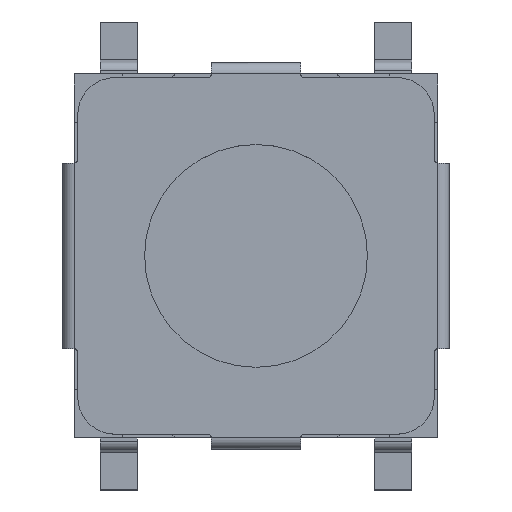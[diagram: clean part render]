
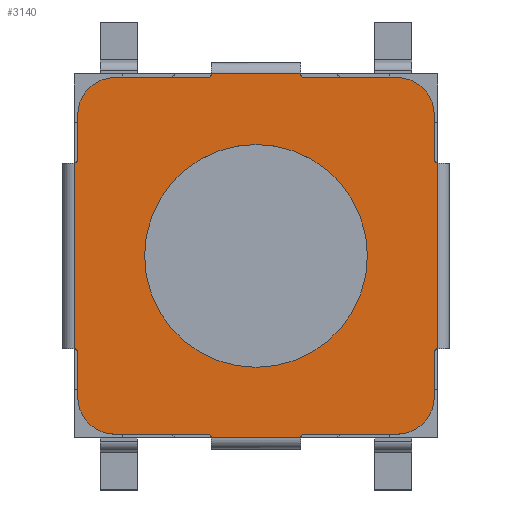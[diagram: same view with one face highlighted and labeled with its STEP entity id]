
A CAD part, top view. The second image highlights one B-rep face of the part: STEP entity #3140.
In plain terms, the highlighted planar face has unit normal (0, 0, 1).
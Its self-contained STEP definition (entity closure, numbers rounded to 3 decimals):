
#266=CARTESIAN_POINT('',(2.45,-1.3,0.));
#267=DIRECTION('',(0.,0.,-1.));
#268=DIRECTION('',(-1.,0.,0.));
#269=AXIS2_PLACEMENT_3D('',#266,#267,#268);
#293=CARTESIAN_POINT('',(2.45,1.3,0.));
#294=DIRECTION('',(0.,0.,-1.));
#295=DIRECTION('',(0.,-1.,0.));
#296=AXIS2_PLACEMENT_3D('',#293,#294,#295);
#378=CARTESIAN_POINT('',(0.,0.,0.));
#379=DIRECTION('',(0.,0.,-1.));
#380=DIRECTION('',(1.,0.,0.));
#381=AXIS2_PLACEMENT_3D('',#378,#379,#380);
#383=CARTESIAN_POINT('',(0.,0.,0.));
#384=DIRECTION('',(0.,0.,-1.));
#385=DIRECTION('',(-1.,0.,0.));
#386=AXIS2_PLACEMENT_3D('',#383,#384,#385);
#388=DIRECTION('',(0.,1.,0.));
#389=VECTOR('',#388,0.6);
#390=CARTESIAN_POINT('',(2.4,1.3,0.));
#391=LINE('',#390,#389);
#392=DIRECTION('',(0.,1.,0.));
#393=VECTOR('',#392,0.6);
#394=CARTESIAN_POINT('',(2.4,-1.9,0.));
#395=LINE('',#394,#393);
#396=CARTESIAN_POINT('',(1.9,-1.9,0.));
#397=DIRECTION('',(0.,0.,1.));
#398=DIRECTION('',(0.,-1.,0.));
#399=AXIS2_PLACEMENT_3D('',#396,#397,#398);
#401=DIRECTION('',(1.,0.,0.));
#402=VECTOR('',#401,1.25);
#403=CARTESIAN_POINT('',(0.65,-2.4,0.));
#404=LINE('',#403,#402);
#405=DIRECTION('',(1.,0.,0.));
#406=VECTOR('',#405,1.25);
#407=CARTESIAN_POINT('',(-1.9,-2.4,0.));
#408=LINE('',#407,#406);
#409=CARTESIAN_POINT('',(-1.9,-1.9,0.));
#410=DIRECTION('',(0.,0.,1.));
#411=DIRECTION('',(-1.,0.,0.));
#412=AXIS2_PLACEMENT_3D('',#409,#410,#411);
#414=DIRECTION('',(0.,-1.,0.));
#415=VECTOR('',#414,0.6);
#416=CARTESIAN_POINT('',(-2.4,-1.3,0.));
#417=LINE('',#416,#415);
#418=DIRECTION('',(0.,1.,0.));
#419=VECTOR('',#418,2.5);
#420=CARTESIAN_POINT('',(-2.45,-1.25,0.));
#421=LINE('',#420,#419);
#422=DIRECTION('',(0.,-1.,0.));
#423=VECTOR('',#422,0.6);
#424=CARTESIAN_POINT('',(-2.4,1.9,0.));
#425=LINE('',#424,#423);
#426=CARTESIAN_POINT('',(-1.9,1.9,0.));
#427=DIRECTION('',(0.,0.,1.));
#428=DIRECTION('',(0.,1.,0.));
#429=AXIS2_PLACEMENT_3D('',#426,#427,#428);
#431=DIRECTION('',(-1.,0.,0.));
#432=VECTOR('',#431,1.25);
#433=CARTESIAN_POINT('',(-0.65,2.4,0.));
#434=LINE('',#433,#432);
#435=DIRECTION('',(-1.,0.,0.));
#436=VECTOR('',#435,1.25);
#437=CARTESIAN_POINT('',(1.9,2.4,0.));
#438=LINE('',#437,#436);
#439=CARTESIAN_POINT('',(1.9,1.9,0.));
#440=DIRECTION('',(0.,0.,1.));
#441=DIRECTION('',(1.,0.,0.));
#442=AXIS2_PLACEMENT_3D('',#439,#440,#441);
#530=CARTESIAN_POINT('',(-0.65,2.45,0.));
#531=DIRECTION('',(0.,0.,-1.));
#532=DIRECTION('',(1.,0.,0.));
#533=AXIS2_PLACEMENT_3D('',#530,#531,#532);
#568=CARTESIAN_POINT('',(-2.45,-1.3,0.));
#569=DIRECTION('',(0.,0.,-1.));
#570=DIRECTION('',(0.,1.,0.));
#571=AXIS2_PLACEMENT_3D('',#568,#569,#570);
#589=CARTESIAN_POINT('',(0.65,-2.45,0.));
#590=DIRECTION('',(0.,0.,-1.));
#591=DIRECTION('',(-1.,0.,0.));
#592=AXIS2_PLACEMENT_3D('',#589,#590,#591);
#1328=DIRECTION('',(-1.,0.,0.));
#1329=VECTOR('',#1328,1.2);
#1330=CARTESIAN_POINT('',(0.6,2.45,0.));
#1331=LINE('',#1330,#1329);
#1410=CARTESIAN_POINT('',(0.65,2.45,0.));
#1411=DIRECTION('',(0.,0.,-1.));
#1412=DIRECTION('',(0.,-1.,0.));
#1413=AXIS2_PLACEMENT_3D('',#1410,#1411,#1412);
#1711=DIRECTION('',(0.,1.,0.));
#1712=VECTOR('',#1711,2.5);
#1713=CARTESIAN_POINT('',(2.45,-1.25,0.));
#1714=LINE('',#1713,#1712);
#1715=CARTESIAN_POINT('',(-2.45,1.3,0.));
#1716=DIRECTION('',(0.,0.,-1.));
#1717=DIRECTION('',(1.,0.,0.));
#1718=AXIS2_PLACEMENT_3D('',#1715,#1716,#1717);
#2053=CARTESIAN_POINT('',(-0.65,-2.45,0.));
#2054=DIRECTION('',(0.,0.,-1.));
#2055=DIRECTION('',(0.,1.,0.));
#2056=AXIS2_PLACEMENT_3D('',#2053,#2054,#2055);
#2064=DIRECTION('',(1.,0.,0.));
#2065=VECTOR('',#2064,1.2);
#2066=CARTESIAN_POINT('',(-0.6,-2.45,0.));
#2067=LINE('',#2066,#2065);
#2338=CARTESIAN_POINT('',(-2.4,-1.9,0.));
#2339=CARTESIAN_POINT('',(-1.9,-2.4,0.));
#2340=VERTEX_POINT('',#2338);
#2341=VERTEX_POINT('',#2339);
#2342=CARTESIAN_POINT('',(1.9,-2.4,0.));
#2343=CARTESIAN_POINT('',(2.4,-1.9,0.));
#2344=VERTEX_POINT('',#2342);
#2345=VERTEX_POINT('',#2343);
#2346=CARTESIAN_POINT('',(2.4,1.9,0.));
#2347=CARTESIAN_POINT('',(1.9,2.4,0.));
#2348=VERTEX_POINT('',#2346);
#2349=VERTEX_POINT('',#2347);
#2350=CARTESIAN_POINT('',(-1.9,2.4,0.));
#2351=CARTESIAN_POINT('',(-2.4,1.9,0.));
#2352=VERTEX_POINT('',#2350);
#2353=VERTEX_POINT('',#2351);
#2362=CARTESIAN_POINT('',(1.5,0.,0.));
#2363=CARTESIAN_POINT('',(-1.5,0.,0.));
#2364=VERTEX_POINT('',#2362);
#2365=VERTEX_POINT('',#2363);
#2411=CARTESIAN_POINT('',(-0.65,2.4,0.));
#2413=VERTEX_POINT('',#2411);
#2414=CARTESIAN_POINT('',(-0.6,2.45,0.));
#2415=VERTEX_POINT('',#2414);
#2418=CARTESIAN_POINT('',(0.65,2.4,0.));
#2419=VERTEX_POINT('',#2418);
#2420=CARTESIAN_POINT('',(0.6,2.45,0.));
#2421=VERTEX_POINT('',#2420);
#2474=CARTESIAN_POINT('',(0.65,-2.4,0.));
#2476=VERTEX_POINT('',#2474);
#2477=CARTESIAN_POINT('',(0.6,-2.45,0.));
#2478=VERTEX_POINT('',#2477);
#2479=CARTESIAN_POINT('',(-0.6,-2.45,0.));
#2480=VERTEX_POINT('',#2479);
#2565=CARTESIAN_POINT('',(2.4,1.3,0.));
#2567=VERTEX_POINT('',#2565);
#2569=CARTESIAN_POINT('',(2.45,1.25,0.));
#2571=VERTEX_POINT('',#2569);
#2572=CARTESIAN_POINT('',(2.4,-1.3,0.));
#2574=VERTEX_POINT('',#2572);
#2576=CARTESIAN_POINT('',(2.45,-1.25,0.));
#2578=VERTEX_POINT('',#2576);
#2581=CARTESIAN_POINT('',(-2.4,-1.3,0.));
#2583=VERTEX_POINT('',#2581);
#2585=CARTESIAN_POINT('',(-2.45,-1.25,0.));
#2587=VERTEX_POINT('',#2585);
#2588=CARTESIAN_POINT('',(-2.4,1.3,0.));
#2590=VERTEX_POINT('',#2588);
#2592=CARTESIAN_POINT('',(-2.45,1.25,0.));
#2594=VERTEX_POINT('',#2592);
#2790=CARTESIAN_POINT('',(-0.65,-2.4,0.));
#2791=VERTEX_POINT('',#2790);
#3084=CARTESIAN_POINT('',(0.,0.,0.));
#3085=DIRECTION('',(0.,0.,1.));
#3086=DIRECTION('',(1.,0.,0.));
#3087=AXIS2_PLACEMENT_3D('',#3084,#3085,#3086);
#3088=PLANE('',#3087);
#3089=ORIENTED_EDGE('',*,*,#2957,.F.);
#3090=ORIENTED_EDGE('',*,*,#2991,.F.);
#3092=ORIENTED_EDGE('',*,*,#3091,.F.);
#3093=ORIENTED_EDGE('',*,*,#2942,.F.);
#3094=ORIENTED_EDGE('',*,*,#2976,.F.);
#3096=ORIENTED_EDGE('',*,*,#3095,.F.);
#3098=ORIENTED_EDGE('',*,*,#3097,.F.);
#3100=ORIENTED_EDGE('',*,*,#3099,.F.);
#3102=ORIENTED_EDGE('',*,*,#3101,.F.);
#3104=ORIENTED_EDGE('',*,*,#3103,.F.);
#3106=ORIENTED_EDGE('',*,*,#3105,.F.);
#3108=ORIENTED_EDGE('',*,*,#3107,.F.);
#3110=ORIENTED_EDGE('',*,*,#3109,.F.);
#3112=ORIENTED_EDGE('',*,*,#3111,.F.);
#3114=ORIENTED_EDGE('',*,*,#3113,.T.);
#3116=ORIENTED_EDGE('',*,*,#3115,.F.);
#3118=ORIENTED_EDGE('',*,*,#3117,.F.);
#3120=ORIENTED_EDGE('',*,*,#3119,.F.);
#3122=ORIENTED_EDGE('',*,*,#3121,.F.);
#3124=ORIENTED_EDGE('',*,*,#3123,.F.);
#3126=ORIENTED_EDGE('',*,*,#3125,.F.);
#3128=ORIENTED_EDGE('',*,*,#3127,.F.);
#3130=ORIENTED_EDGE('',*,*,#3129,.F.);
#3131=ORIENTED_EDGE('',*,*,#3077,.F.);
#3132=EDGE_LOOP('',(#3089,#3090,#3092,#3093,#3094,#3096,#3098,#3100,#3102,#3104,
#3106,#3108,#3110,#3112,#3114,#3116,#3118,#3120,#3122,#3124,#3126,#3128,#3130,
#3131));
#3133=FACE_OUTER_BOUND('',#3132,.F.);
#3135=ORIENTED_EDGE('',*,*,#3134,.F.);
#3137=ORIENTED_EDGE('',*,*,#3136,.F.);
#3138=EDGE_LOOP('',(#3135,#3137));
#3139=FACE_BOUND('',#3138,.F.);
#270=CIRCLE('',#269,0.05);
#297=CIRCLE('',#296,0.05);
#382=CIRCLE('',#381,1.5);
#387=CIRCLE('',#386,1.5);
#400=CIRCLE('',#399,0.5);
#413=CIRCLE('',#412,0.5);
#430=CIRCLE('',#429,0.5);
#443=CIRCLE('',#442,0.5);
#534=CIRCLE('',#533,0.05);
#572=CIRCLE('',#571,0.05);
#593=CIRCLE('',#592,0.05);
#1414=CIRCLE('',#1413,0.05);
#1719=CIRCLE('',#1718,0.05);
#2057=CIRCLE('',#2056,0.05);
#2942=EDGE_CURVE('',#2574,#2578,#270,.T.);
#2957=EDGE_CURVE('',#2567,#2348,#391,.T.);
#2976=EDGE_CURVE('',#2345,#2574,#395,.T.);
#2991=EDGE_CURVE('',#2571,#2567,#297,.T.);
#3077=EDGE_CURVE('',#2348,#2349,#443,.T.);
#3091=EDGE_CURVE('',#2578,#2571,#1714,.T.);
#3095=EDGE_CURVE('',#2344,#2345,#400,.T.);
#3097=EDGE_CURVE('',#2476,#2344,#404,.T.);
#3099=EDGE_CURVE('',#2478,#2476,#593,.T.);
#3101=EDGE_CURVE('',#2480,#2478,#2067,.T.);
#3103=EDGE_CURVE('',#2791,#2480,#2057,.T.);
#3105=EDGE_CURVE('',#2341,#2791,#408,.T.);
#3107=EDGE_CURVE('',#2340,#2341,#413,.T.);
#3109=EDGE_CURVE('',#2583,#2340,#417,.T.);
#3111=EDGE_CURVE('',#2587,#2583,#572,.T.);
#3113=EDGE_CURVE('',#2587,#2594,#421,.T.);
#3115=EDGE_CURVE('',#2590,#2594,#1719,.T.);
#3117=EDGE_CURVE('',#2353,#2590,#425,.T.);
#3119=EDGE_CURVE('',#2352,#2353,#430,.T.);
#3121=EDGE_CURVE('',#2413,#2352,#434,.T.);
#3123=EDGE_CURVE('',#2415,#2413,#534,.T.);
#3125=EDGE_CURVE('',#2421,#2415,#1331,.T.);
#3127=EDGE_CURVE('',#2419,#2421,#1414,.T.);
#3129=EDGE_CURVE('',#2349,#2419,#438,.T.);
#3134=EDGE_CURVE('',#2364,#2365,#382,.T.);
#3136=EDGE_CURVE('',#2365,#2364,#387,.T.);
#3140=ADVANCED_FACE('',(#3133,#3139),#3088,.T.);
